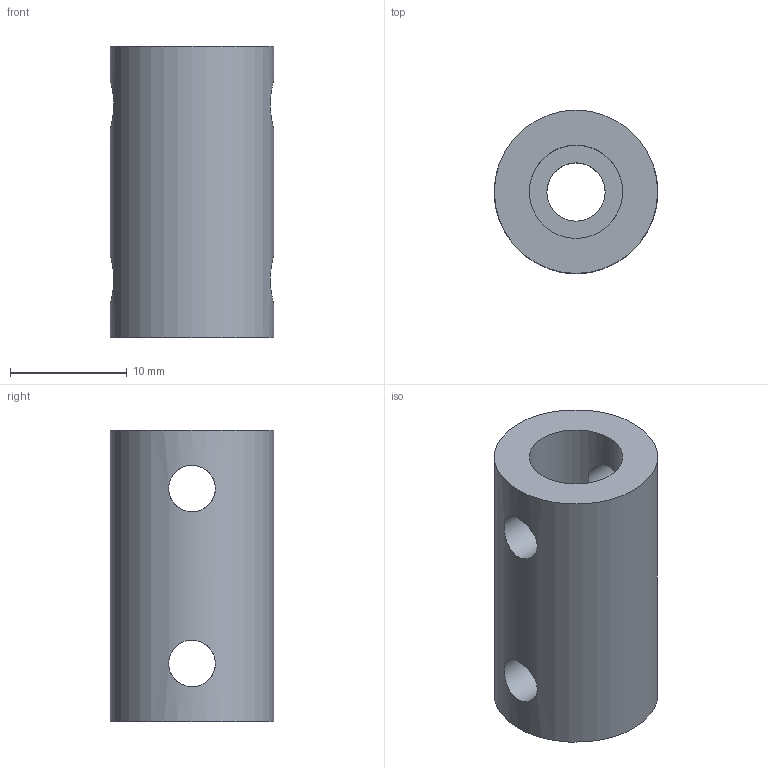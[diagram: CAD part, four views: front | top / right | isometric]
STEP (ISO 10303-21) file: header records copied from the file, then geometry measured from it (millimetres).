
FILE_DESCRIPTION(/* description */ (''),/* implementation_level */ '2;1');
FILE_NAME(/* name */ 'Lead Screw Coupler v4.step',/* time_stamp */ '2020-10-20T11:25:02+02:00',/* author */ (''),/* organization */ (''),/* preprocessor_version */ 'ST-DEVELOPER v18.1',/* originating_system */ 'Autodesk Translation Framework v9.3.0.1241',/* authorisation */ '');
FILE_SCHEMA (('AUTOMOTIVE_DESIGN { 1 0 10303 214 3 1 1 }'));
Length unit declared in the file: millimetre
Products named in the file (1): Lead Screw Coupler
Bounding box: 14 x 14 x 25 mm (x, y, z)
Volume: 2765.8 mm3; surface area: 1978.3 mm2
Topology: 1 solids, 1 shells, 10 faces, 37 edges, 26 vertices
Faces by surface type: cylinder 7, plane 3
Full cylindrical faces by diameter (mm): 4 x4, 5 x1, 8 x1, 14 x1
Entity records: 711 total; most frequent: CARTESIAN_POINT 366, ORIENTED_EDGE 74, DIRECTION 45, EDGE_CURVE 37, VERTEX_POINT 26, B_SPLINE_CURVE_WITH_KNOTS 20, EDGE_LOOP 17, AXIS2_PLACEMENT_3D 17
